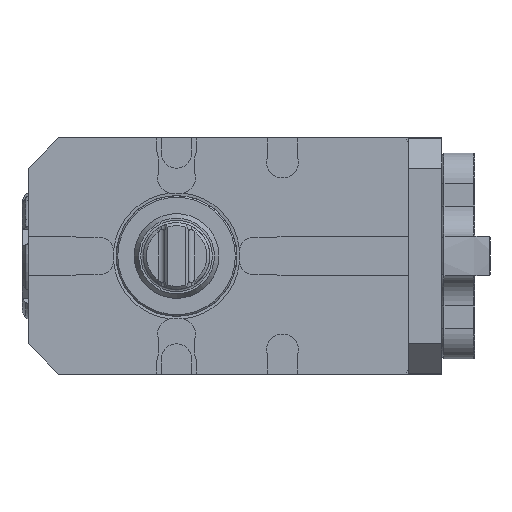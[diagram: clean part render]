
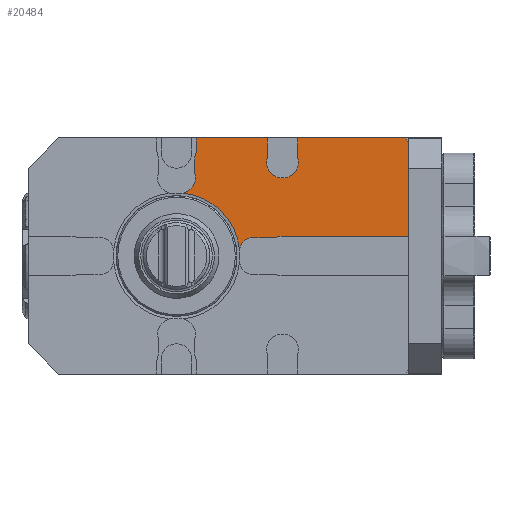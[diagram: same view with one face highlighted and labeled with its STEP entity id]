
A CAD part, front view. The second image highlights one B-rep face of the part: STEP entity #20484.
In plain terms, the highlighted planar face has unit normal (0, -1, 0).
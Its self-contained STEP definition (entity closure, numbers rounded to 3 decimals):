
#455 = CIRCLE ( 'NONE', #5663, 85. ) ;
#797 = VECTOR ( 'NONE', #17029, 1000. ) ;
#805 = VERTEX_POINT ( 'NONE', #20420 ) ;
#1146 = CARTESIAN_POINT ( 'NONE',  ( 0., 32., 39. ) ) ;
#1419 = EDGE_CURVE ( 'NONE', #14344, #25877, #38664, .T. ) ;
#1961 = VERTEX_POINT ( 'NONE', #27569 ) ;
#2099 = VERTEX_POINT ( 'NONE', #31003 ) ;
#2149 = VERTEX_POINT ( 'NONE', #4185 ) ;
#2320 = CARTESIAN_POINT ( 'NONE',  ( 34.879, 32., 1.5 ) ) ;
#2826 = EDGE_LOOP ( 'NONE', ( #35683, #19134, #7207, #39459, #34602, #39165, #9181, #32979, #32683, #32710, #25309, #21776, #7704, #22808, #31403, #26869 ) ) ;
#2846 = CARTESIAN_POINT ( 'NONE',  ( 0., 32., 39. ) ) ;
#2898 = AXIS2_PLACEMENT_3D ( 'NONE', #2320, #23679, #7994 ) ;
#3621 = CARTESIAN_POINT ( 'NONE',  ( 29.9, 32., 30.5 ) ) ;
#3931 = CIRCLE ( 'NONE', #10388, 5.25 ) ;
#4185 = CARTESIAN_POINT ( 'NONE',  ( 20.78, 32., 2.139 ) ) ;
#4414 = EDGE_CURVE ( 'NONE', #805, #20766, #8220, .T. ) ;
#4438 = CARTESIAN_POINT ( 'NONE',  ( 40.1, 32., 32.246 ) ) ;
#4552 = EDGE_CURVE ( 'NONE', #26790, #5883, #27524, .T. ) ;
#4797 = LINE ( 'NONE', #1146, #797 ) ;
#5378 = EDGE_CURVE ( 'NONE', #1961, #805, #38059, .T. ) ;
#5513 = CARTESIAN_POINT ( 'NONE',  ( 1.5, 32., 34.879 ) ) ;
#5523 = DIRECTION ( 'NONE',  ( -1., 0., 0. ) ) ;
#5530 = CARTESIAN_POINT ( 'NONE',  ( 6., 32., 27.261 ) ) ;
#5663 = AXIS2_PLACEMENT_3D ( 'NONE', #23914, #11065, #36287 ) ;
#5825 = CARTESIAN_POINT ( 'NONE',  ( 6., 32., 27.261 ) ) ;
#5827 = CARTESIAN_POINT ( 'NONE',  ( 40.1, 32., 39. ) ) ;
#5881 = AXIS2_PLACEMENT_3D ( 'NONE', #28088, #28691, #37798 ) ;
#5883 = VERTEX_POINT ( 'NONE', #5827 ) ;
#5904 = DIRECTION ( 'NONE',  ( 0., 0., -1. ) ) ;
#7064 = CARTESIAN_POINT ( 'NONE',  ( 35., 32., 31. ) ) ;
#7207 = ORIENTED_EDGE ( 'NONE', *, *, #12523, .T. ) ;
#7533 = EDGE_CURVE ( 'NONE', #15524, #26790, #3931, .T. ) ;
#7673 = EDGE_CURVE ( 'NONE', #20732, #2149, #38095, .T. ) ;
#7704 = ORIENTED_EDGE ( 'NONE', *, *, #4414, .F. ) ;
#7846 = EDGE_CURVE ( 'NONE', #36393, #26523, #9802, .T. ) ;
#7994 = DIRECTION ( 'NONE',  ( 0., 0., -1. ) ) ;
#8220 = LINE ( 'NONE', #36060, #24817 ) ;
#8727 = CARTESIAN_POINT ( 'NONE',  ( 6.5, 32., 39. ) ) ;
#8868 = VERTEX_POINT ( 'NONE', #39929 ) ;
#9181 = ORIENTED_EDGE ( 'NONE', *, *, #25622, .F. ) ;
#9802 = CIRCLE ( 'NONE', #21316, 5. ) ;
#10388 = AXIS2_PLACEMENT_3D ( 'NONE', #7064, #37695, #34669 ) ;
#10766 = CARTESIAN_POINT ( 'NONE',  ( 0., 32., 0. ) ) ;
#11065 = DIRECTION ( 'NONE',  ( 0., -1., 0. ) ) ;
#11548 = EDGE_CURVE ( 'NONE', #26523, #32987, #24869, .T. ) ;
#12080 = CARTESIAN_POINT ( 'NONE',  ( 27.261, 32., 6. ) ) ;
#12523 = EDGE_CURVE ( 'NONE', #15524, #2099, #18275, .T. ) ;
#13502 = CARTESIAN_POINT ( 'NONE',  ( 6.5, 32., 34.879 ) ) ;
#13872 = VECTOR ( 'NONE', #25587, 1000. ) ;
#13949 = VECTOR ( 'NONE', #28719, 1000. ) ;
#14319 = LINE ( 'NONE', #26654, #23074 ) ;
#14344 = VERTEX_POINT ( 'NONE', #27552 ) ;
#15166 = CARTESIAN_POINT ( 'NONE',  ( 40.1, 32., 30.5 ) ) ;
#15278 = VECTOR ( 'NONE', #32009, 1000. ) ;
#15524 = VERTEX_POINT ( 'NONE', #25662 ) ;
#15896 = EDGE_CURVE ( 'NONE', #32987, #2099, #4797, .T. ) ;
#17029 = DIRECTION ( 'NONE',  ( 1., 0., 0. ) ) ;
#18275 = LINE ( 'NONE', #3621, #39130 ) ;
#19134 = ORIENTED_EDGE ( 'NONE', *, *, #7533, .F. ) ;
#19632 = EDGE_CURVE ( 'NONE', #1961, #8868, #455, .T. ) ;
#20264 = VECTOR ( 'NONE', #34016, 1000. ) ;
#20420 = CARTESIAN_POINT ( 'NONE',  ( 76.5, 32., 6.5 ) ) ;
#20484 = ADVANCED_FACE ( 'Defeature completata1_274', ( #25039 ), #34575, .F. ) ;
#20732 = VERTEX_POINT ( 'NONE', #12080 ) ;
#20766 = VERTEX_POINT ( 'NONE', #27187 ) ;
#21316 = AXIS2_PLACEMENT_3D ( 'NONE', #5513, #39375, #5904 ) ;
#21776 = ORIENTED_EDGE ( 'NONE', *, *, #27836, .F. ) ;
#22808 = ORIENTED_EDGE ( 'NONE', *, *, #5378, .F. ) ;
#23019 = DIRECTION ( 'NONE',  ( 0., 0., 1. ) ) ;
#23074 = VECTOR ( 'NONE', #5523, 1000. ) ;
#23514 = EDGE_CURVE ( 'NONE', #37796, #20732, #14319, .T. ) ;
#23679 = DIRECTION ( 'NONE',  ( 0., -1., 0. ) ) ;
#23914 = CARTESIAN_POINT ( 'NONE',  ( 0., 32., 0. ) ) ;
#24411 = LINE ( 'NONE', #5530, #31678 ) ;
#24470 = CARTESIAN_POINT ( 'NONE',  ( 1.25, 32., 25.7 ) ) ;
#24520 = EDGE_CURVE ( 'NONE', #2149, #14344, #32330, .T. ) ;
#24817 = VECTOR ( 'NONE', #27309, 1000. ) ;
#24869 = LINE ( 'NONE', #37222, #13949 ) ;
#24984 = LINE ( 'NONE', #2846, #13872 ) ;
#25039 = FACE_OUTER_BOUND ( 'NONE', #2826, .T. ) ;
#25309 = ORIENTED_EDGE ( 'NONE', *, *, #23514, .F. ) ;
#25587 = DIRECTION ( 'NONE',  ( 1., 0., 0. ) ) ;
#25622 = EDGE_CURVE ( 'NONE', #25877, #36393, #24411, .T. ) ;
#25662 = CARTESIAN_POINT ( 'NONE',  ( 29.9, 32., 32.246 ) ) ;
#25713 = AXIS2_PLACEMENT_3D ( 'NONE', #24470, #34399, #30948 ) ;
#25745 = CARTESIAN_POINT ( 'NONE',  ( 0., 32., 0. ) ) ;
#25877 = VERTEX_POINT ( 'NONE', #5825 ) ;
#26090 = CIRCLE ( 'NONE', #2898, 5. ) ;
#26523 = VERTEX_POINT ( 'NONE', #13502 ) ;
#26654 = CARTESIAN_POINT ( 'NONE',  ( 32.7, 32., 6. ) ) ;
#26790 = VERTEX_POINT ( 'NONE', #4438 ) ;
#26869 = ORIENTED_EDGE ( 'NONE', *, *, #32278, .F. ) ;
#27187 = CARTESIAN_POINT ( 'NONE',  ( 34.879, 32., 6.5 ) ) ;
#27309 = DIRECTION ( 'NONE',  ( -1., 0., 0. ) ) ;
#27524 = LINE ( 'NONE', #15166, #20264 ) ;
#27552 = CARTESIAN_POINT ( 'NONE',  ( 2.139, 32., 20.78 ) ) ;
#27569 = CARTESIAN_POINT ( 'NONE',  ( 76.5, 32., 37.051 ) ) ;
#27836 = EDGE_CURVE ( 'NONE', #20766, #37796, #26090, .T. ) ;
#28088 = CARTESIAN_POINT ( 'NONE',  ( 25.7, 32., 1.25 ) ) ;
#28691 = DIRECTION ( 'NONE',  ( 0., -1., 0. ) ) ;
#28719 = DIRECTION ( 'NONE',  ( 0., 0., 1. ) ) ;
#28968 = AXIS2_PLACEMENT_3D ( 'NONE', #10766, #32138, #23019 ) ;
#28991 = DIRECTION ( 'NONE',  ( 0., -1., 0. ) ) ;
#29359 = CARTESIAN_POINT ( 'NONE',  ( 76.5, 32., 0. ) ) ;
#30621 = CARTESIAN_POINT ( 'NONE',  ( 6., 32., 32.7 ) ) ;
#30948 = DIRECTION ( 'NONE',  ( 0., 0., -1. ) ) ;
#31003 = CARTESIAN_POINT ( 'NONE',  ( 29.9, 32., 39. ) ) ;
#31403 = ORIENTED_EDGE ( 'NONE', *, *, #19632, .T. ) ;
#31678 = VECTOR ( 'NONE', #36978, 1000. ) ;
#32009 = DIRECTION ( 'NONE',  ( 0., 0., -1. ) ) ;
#32040 = DIRECTION ( 'NONE',  ( 0., 0., -1. ) ) ;
#32138 = DIRECTION ( 'NONE',  ( 0., 1., 0. ) ) ;
#32278 = EDGE_CURVE ( 'NONE', #5883, #8868, #24984, .T. ) ;
#32330 = CIRCLE ( 'NONE', #36198, 20.89 ) ;
#32683 = ORIENTED_EDGE ( 'NONE', *, *, #24520, .F. ) ;
#32710 = ORIENTED_EDGE ( 'NONE', *, *, #7673, .F. ) ;
#32979 = ORIENTED_EDGE ( 'NONE', *, *, #1419, .F. ) ;
#32987 = VERTEX_POINT ( 'NONE', #8727 ) ;
#34016 = DIRECTION ( 'NONE',  ( 0., 0., 1. ) ) ;
#34293 = DIRECTION ( 'NONE',  ( 0., 0., 1. ) ) ;
#34399 = DIRECTION ( 'NONE',  ( 0., -1., 0. ) ) ;
#34575 = PLANE ( 'NONE',  #28968 ) ;
#34602 = ORIENTED_EDGE ( 'NONE', *, *, #11548, .F. ) ;
#34669 = DIRECTION ( 'NONE',  ( 0., 0., -1. ) ) ;
#35683 = ORIENTED_EDGE ( 'NONE', *, *, #4552, .F. ) ;
#36060 = CARTESIAN_POINT ( 'NONE',  ( 76.634, 32., 6.5 ) ) ;
#36198 = AXIS2_PLACEMENT_3D ( 'NONE', #25745, #28991, #32040 ) ;
#36287 = DIRECTION ( 'NONE',  ( 0., 0., -1. ) ) ;
#36393 = VERTEX_POINT ( 'NONE', #30621 ) ;
#36978 = DIRECTION ( 'NONE',  ( 0., 0., 1. ) ) ;
#37222 = CARTESIAN_POINT ( 'NONE',  ( 6.5, 32., 34.879 ) ) ;
#37644 = CARTESIAN_POINT ( 'NONE',  ( 32.7, 32., 6. ) ) ;
#37695 = DIRECTION ( 'NONE',  ( 0., -1., 0. ) ) ;
#37796 = VERTEX_POINT ( 'NONE', #37644 ) ;
#37798 = DIRECTION ( 'NONE',  ( 0., 0., -1. ) ) ;
#38059 = LINE ( 'NONE', #29359, #15278 ) ;
#38095 = CIRCLE ( 'NONE', #5881, 5. ) ;
#38664 = CIRCLE ( 'NONE', #25713, 5. ) ;
#39130 = VECTOR ( 'NONE', #34293, 1000. ) ;
#39165 = ORIENTED_EDGE ( 'NONE', *, *, #7846, .F. ) ;
#39375 = DIRECTION ( 'NONE',  ( 0., -1., 0. ) ) ;
#39459 = ORIENTED_EDGE ( 'NONE', *, *, #15896, .F. ) ;
#39929 = CARTESIAN_POINT ( 'NONE',  ( 75.525, 32., 39. ) ) ;
